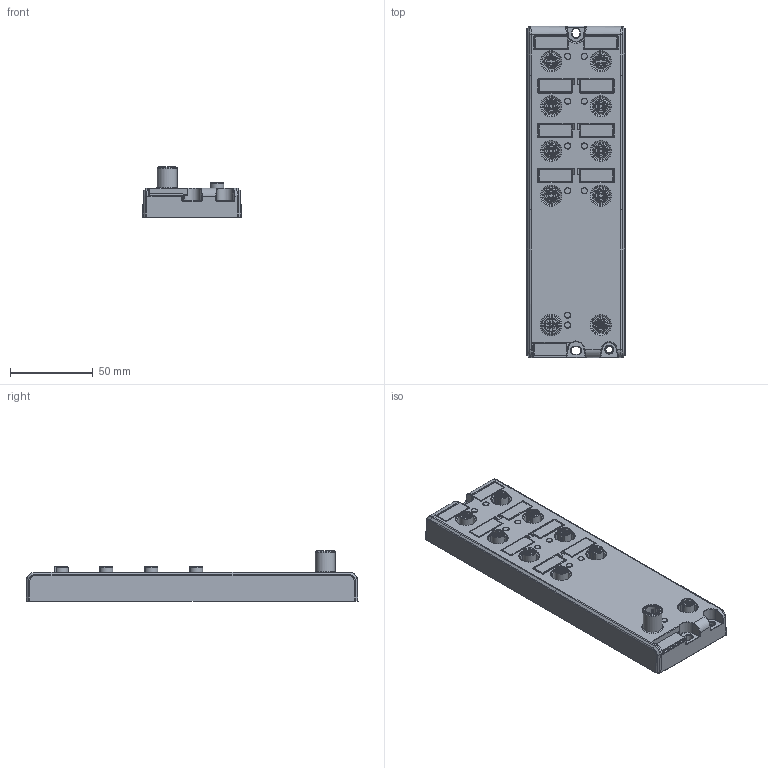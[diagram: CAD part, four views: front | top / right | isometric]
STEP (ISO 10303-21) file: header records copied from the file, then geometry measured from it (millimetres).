
FILE_DESCRIPTION( ( 'Unknown' ), '1' );
FILE_NAME( '942-150-001_komplett_montiert_gefuellt.stp', 'Unknown', ( 'Unknown' ), ( 'Unknown' ), 'PSStep 17.0.49', 'Unknown', ' ' );
FILE_SCHEMA( ( 'AUTOMOTIVE_DESIGN { 1 0 10303 214 1 1 1 1 }' ) );
Length unit declared in the file: millimetre
Products named in the file (1): 738-324-001_0_1_000192544DNR_Gehaeuse_INET_Power
Bounding box: 59.59 x 200 x 30.7 mm (x, y, z)
Volume: 201960.6 mm3; surface area: 44823.7 mm2
Topology: 1 solids, 9 shells, 3827 faces, 9295 edges, 5450 vertices
Faces by surface type: cylinder 1371, plane 867, bspline 699, torus 661, cone 146, sphere 83
Full cylindrical faces by diameter (mm): 0.5 x10, 1 x5, 1.05 x42, 1.65 x45, 2.2 x1, 4 x1, 4.5 x1, 8.2 x9, 8.9 x1, 10.15 x1, 10.7 x1, 10.917 x18, 12 x1, 12.3 x9
Entity records: 227976 total; most frequent: CARTESIAN_POINT 115449, ORIENTED_EDGE 17016, DIRECTION 16798, EDGE_CURVE 8508, AXIS2_PLACEMENT_3D 6915, VERTEX_POINT 5205, EDGE_LOOP 4368, FACE_OUTER_BOUND 4082
